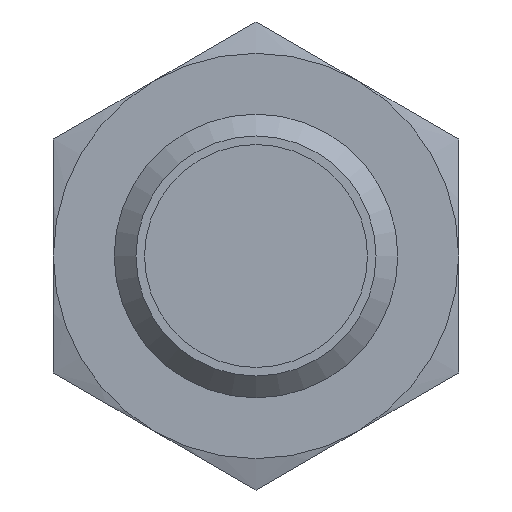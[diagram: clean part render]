
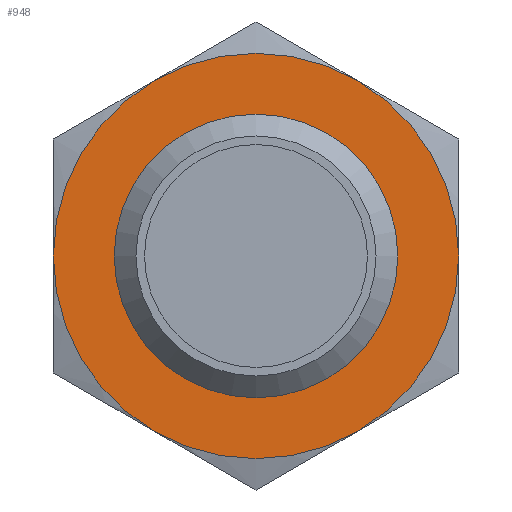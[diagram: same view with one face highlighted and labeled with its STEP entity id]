
A CAD part, left-side view. The second image highlights one B-rep face of the part: STEP entity #948.
In plain terms, the highlighted planar face has unit normal (-1, 0, 0).
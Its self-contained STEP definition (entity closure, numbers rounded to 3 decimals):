
#132=CARTESIAN_POINT('',(39.0,-7.,0.));
#133=VERTEX_POINT('',#132);
#134=CARTESIAN_POINT('',(39.0,0.0,0.0));
#135=DIRECTION('',(-1.0,0.0,0.0));
#136=DIRECTION('',(0.0,1.0,0.0));
#137=AXIS2_PLACEMENT_3D('',#134,#135,#136);
#138=CIRCLE('',#137,7.);
#139=EDGE_CURVE('',#133,#133,#138,.T.);
#247=CARTESIAN_POINT('',(39.0,-5.0,-8.66));
#248=VERTEX_POINT('',#247);
#331=CARTESIAN_POINT('',(39.0,-5.0,8.66));
#332=VERTEX_POINT('',#331);
#413=CARTESIAN_POINT('',(39.0,-10.0,0.0));
#414=VERTEX_POINT('',#413);
#479=CARTESIAN_POINT('',(39.0,5.0,8.66));
#480=VERTEX_POINT('',#479);
#554=CARTESIAN_POINT('',(39.0,10.0,0.));
#555=VERTEX_POINT('',#554);
#629=CARTESIAN_POINT('',(39.0,5.0,-8.66));
#630=VERTEX_POINT('',#629);
#696=CARTESIAN_POINT('',(39.0,0.0,0.0));
#697=DIRECTION('',(-1.0,0.0,0.0));
#698=DIRECTION('',(0.0,1.0,0.0));
#699=AXIS2_PLACEMENT_3D('',#696,#697,#698);
#700=CIRCLE('',#699,10.0);
#701=EDGE_CURVE('',#480,#555,#700,.T.);
#713=CARTESIAN_POINT('',(39.0,0.0,0.0));
#714=DIRECTION('',(-1.0,0.0,0.0));
#715=DIRECTION('',(0.0,1.0,0.0));
#716=AXIS2_PLACEMENT_3D('',#713,#714,#715);
#717=CIRCLE('',#716,10.0);
#718=EDGE_CURVE('',#555,#630,#717,.T.);
#730=CARTESIAN_POINT('',(39.0,0.0,0.0));
#731=DIRECTION('',(-1.0,0.0,0.0));
#732=DIRECTION('',(0.0,1.0,0.0));
#733=AXIS2_PLACEMENT_3D('',#730,#731,#732);
#734=CIRCLE('',#733,10.0);
#735=EDGE_CURVE('',#630,#248,#734,.T.);
#748=CARTESIAN_POINT('',(39.0,0.0,0.0));
#749=DIRECTION('',(-1.0,0.0,0.0));
#750=DIRECTION('',(0.0,1.0,0.0));
#751=AXIS2_PLACEMENT_3D('',#748,#749,#750);
#752=CIRCLE('',#751,10.0);
#753=EDGE_CURVE('',#248,#414,#752,.T.);
#765=CARTESIAN_POINT('',(39.0,0.0,0.0));
#766=DIRECTION('',(-1.0,0.0,0.0));
#767=DIRECTION('',(0.0,1.0,0.0));
#768=AXIS2_PLACEMENT_3D('',#765,#766,#767);
#769=CIRCLE('',#768,10.0);
#770=EDGE_CURVE('',#414,#332,#769,.T.);
#782=CARTESIAN_POINT('',(39.0,0.0,0.0));
#783=DIRECTION('',(-1.0,0.0,0.0));
#784=DIRECTION('',(0.0,1.0,0.0));
#785=AXIS2_PLACEMENT_3D('',#782,#783,#784);
#786=CIRCLE('',#785,10.0);
#787=EDGE_CURVE('',#332,#480,#786,.T.);
#932=CARTESIAN_POINT('',(39.0,8.5,0.));
#933=DIRECTION('',(-1.0,0.0,0.0));
#934=DIRECTION('',(0.0,0.0,1.0));
#935=AXIS2_PLACEMENT_3D('',#932,#933,#934);
#936=PLANE('',#935);
#937=ORIENTED_EDGE('',*,*,#718,.T.);
#938=ORIENTED_EDGE('',*,*,#735,.T.);
#939=ORIENTED_EDGE('',*,*,#753,.T.);
#940=ORIENTED_EDGE('',*,*,#770,.T.);
#941=ORIENTED_EDGE('',*,*,#787,.T.);
#942=ORIENTED_EDGE('',*,*,#701,.T.);
#943=EDGE_LOOP('',(#937,#938,#939,#940,#941,#942));
#944=FACE_OUTER_BOUND('',#943,.T.);
#945=ORIENTED_EDGE('',*,*,#139,.F.);
#946=EDGE_LOOP('',(#945));
#947=FACE_BOUND('',#946,.T.);
#948=ADVANCED_FACE('',(#944,#947),#936,.T.);
